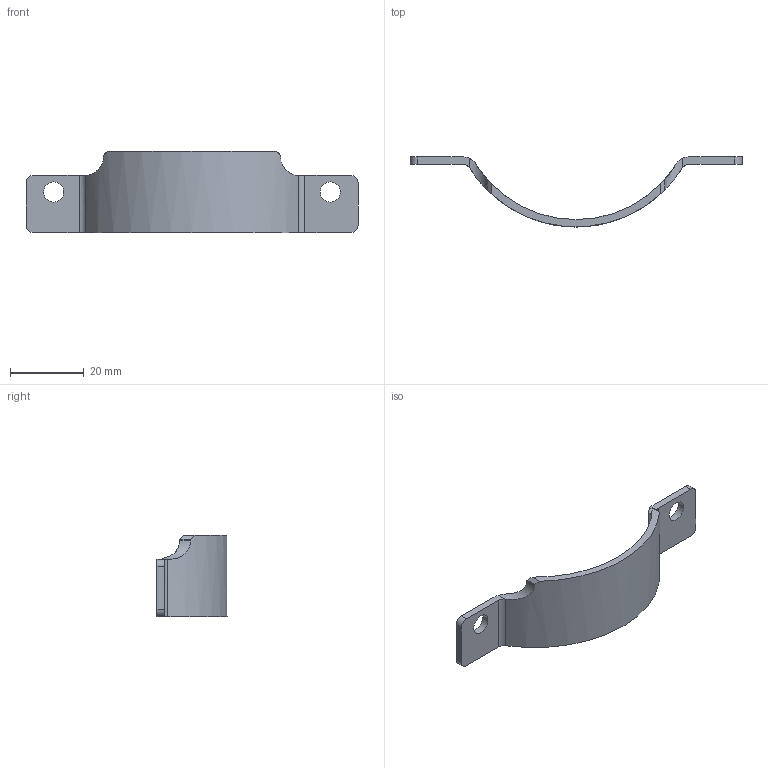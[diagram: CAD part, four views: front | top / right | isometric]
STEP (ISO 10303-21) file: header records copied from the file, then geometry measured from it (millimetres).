
FILE_DESCRIPTION(/* description */ (''),/* implementation_level */ '2;1');
FILE_NAME(/* name */ '170514-004-CARTER AV.stp',/* time_stamp */ '2023-06-07T14:14:46+02:00',/* author */ ('GB'),/* organization */ ('JHM CONCEPT'),/* preprocessor_version */ 'ST-DEVELOPER v18.1',/* originating_system */ 'Autodesk Inventor 2022',/* authorisation */ '');
FILE_SCHEMA (('AUTOMOTIVE_DESIGN { 1 0 10303 214 3 1 1 }'));
Length unit declared in the file: millimetre
Products named in the file (1): 170514-004-CARTER AV
Bounding box: 90 x 19 x 22 mm (x, y, z)
Volume: 3786.5 mm3; surface area: 4341.3 mm2
Topology: 1 solids, 1 shells, 28 faces, 78 edges, 52 vertices
Faces by surface type: plane 14, cylinder 14
Full cylindrical faces by diameter (mm): 5.5 x2
Entity records: 1024 total; most frequent: CARTESIAN_POINT 229, ORIENTED_EDGE 156, DIRECTION 156, EDGE_CURVE 78, AXIS2_PLACEMENT_3D 57, VERTEX_POINT 52, LINE 42, VECTOR 42
